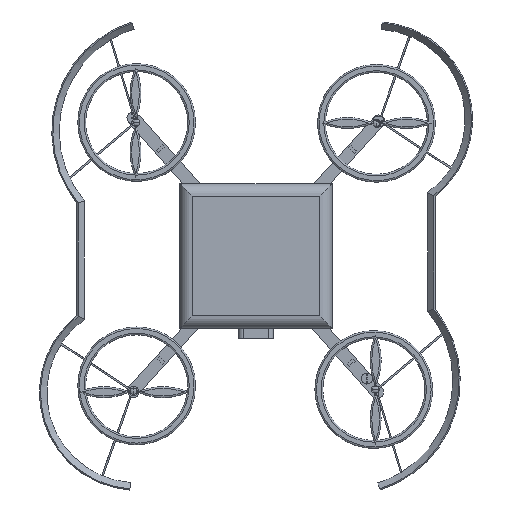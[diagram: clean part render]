
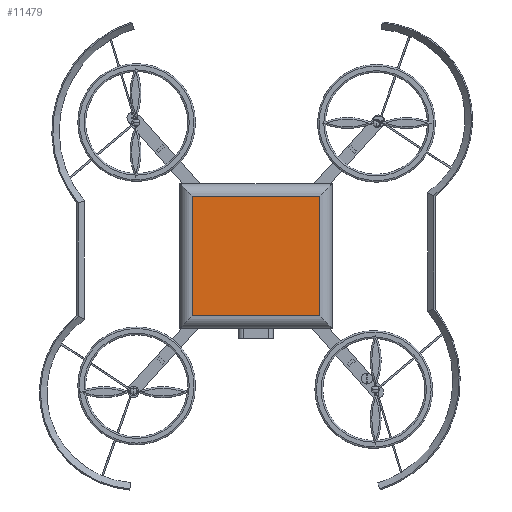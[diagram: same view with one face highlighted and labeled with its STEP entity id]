
A CAD part, top view. The second image highlights one B-rep face of the part: STEP entity #11479.
In plain terms, the highlighted planar face has unit normal (0, 0, 1).
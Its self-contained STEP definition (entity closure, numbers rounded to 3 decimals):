
#1981=FACE_OUTER_BOUND('',#2829,.T.);
#2829=EDGE_LOOP('',(#9766,#9767,#9768,#9769));
#3681=LINE('',#19556,#4687);
#3683=LINE('',#19563,#4689);
#3684=LINE('',#19567,#4690);
#3686=LINE('',#19571,#4692);
#4687=VECTOR('',#15771,10.);
#4689=VECTOR('',#15779,10.);
#4690=VECTOR('',#15784,10.);
#4692=VECTOR('',#15790,10.);
#5733=VERTEX_POINT('',#19554);
#5734=VERTEX_POINT('',#19555);
#5736=VERTEX_POINT('',#19562);
#5737=VERTEX_POINT('',#19566);
#7109=EDGE_CURVE('',#5733,#5734,#3681,.T.);
#7113=EDGE_CURVE('',#5734,#5736,#3683,.T.);
#7115=EDGE_CURVE('',#5736,#5737,#3684,.T.);
#7118=EDGE_CURVE('',#5737,#5733,#3686,.T.);
#9766=ORIENTED_EDGE('',*,*,#7109,.F.);
#9767=ORIENTED_EDGE('',*,*,#7118,.F.);
#9768=ORIENTED_EDGE('',*,*,#7115,.F.);
#9769=ORIENTED_EDGE('',*,*,#7113,.F.);
#10867=PLANE('',#12885);
#11479=ADVANCED_FACE('',(#1981),#10867,.T.);
#12885=AXIS2_PLACEMENT_3D('',#19575,#15796,#15797);
#15771=DIRECTION('',(1.,0.,0.));
#15779=DIRECTION('',(0.,-1.,0.));
#15784=DIRECTION('',(-1.,0.,0.));
#15790=DIRECTION('',(0.,1.,0.));
#15796=DIRECTION('center_axis',(0.,0.,1.));
#15797=DIRECTION('ref_axis',(1.,0.,0.));
#19554=CARTESIAN_POINT('',(-40.5,38.,20.));
#19555=CARTESIAN_POINT('',(40.5,38.,20.));
#19556=CARTESIAN_POINT('',(24.25,38.,20.));
#19562=CARTESIAN_POINT('',(40.5,-38.,20.));
#19563=CARTESIAN_POINT('',(40.5,-23.,20.));
#19566=CARTESIAN_POINT('',(-40.5,-38.,20.));
#19567=CARTESIAN_POINT('',(-24.25,-38.,20.));
#19571=CARTESIAN_POINT('',(-40.5,23.,20.));
#19575=CARTESIAN_POINT('Origin',(0.,0.,20.));
